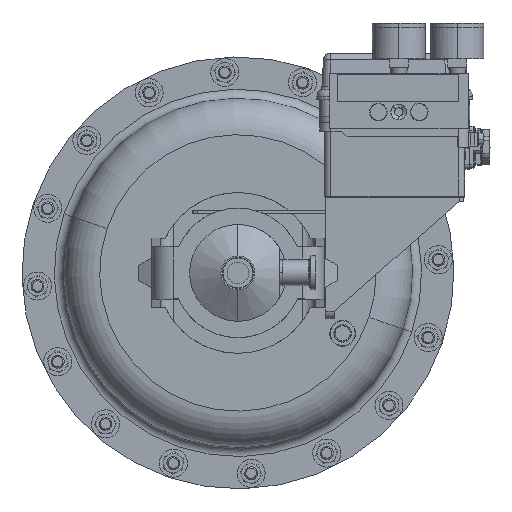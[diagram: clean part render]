
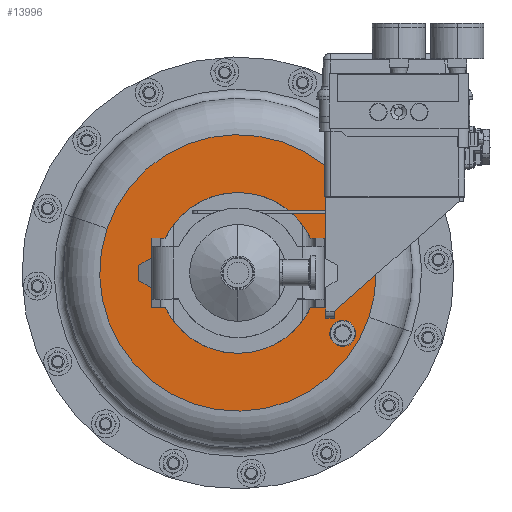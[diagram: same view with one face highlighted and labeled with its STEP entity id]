
A CAD part, front view. The second image highlights one B-rep face of the part: STEP entity #13996.
In plain terms, the highlighted planar face has unit normal (0, -1, 0).
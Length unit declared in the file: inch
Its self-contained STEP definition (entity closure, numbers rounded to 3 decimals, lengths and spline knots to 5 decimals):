
#149 = FACE_OUTER_BOUND ( 'NONE', #46440, .T. ) ;
#353 = AXIS2_PLACEMENT_3D ( 'NONE', #34273, #26693, #18089 ) ;
#1447 = DIRECTION ( 'NONE',  ( 0., 1., 0. ) ) ;
#2681 = EDGE_CURVE ( 'NONE', #24539, #15940, #29429, .T. ) ;
#3170 = DIRECTION ( 'NONE',  ( 0., 1., 0. ) ) ;
#4255 = ORIENTED_EDGE ( 'NONE', *, *, #2681, .T. ) ;
#7273 = EDGE_LOOP ( 'NONE', ( #27894, #4255 ) ) ;
#7922 = PLANE ( 'NONE',  #12915 ) ;
#8821 = ORIENTED_EDGE ( 'NONE', *, *, #41137, .F. ) ;
#9184 = CARTESIAN_POINT ( 'NONE',  ( 3.03109, 8.563, -1.75 ) ) ;
#9351 = DIRECTION ( 'NONE',  ( 0., -1., 0. ) ) ;
#9472 = VERTEX_POINT ( 'NONE', #31132 ) ;
#11835 = AXIS2_PLACEMENT_3D ( 'NONE', #11842, #51132, #15988 ) ;
#11842 = CARTESIAN_POINT ( 'NONE',  ( 3.03109, 8.563, -1.75 ) ) ;
#12337 = CIRCLE ( 'NONE', #21036, 2.325 ) ;
#12915 = AXIS2_PLACEMENT_3D ( 'NONE', #28082, #19993, #31721 ) ;
#13966 = ORIENTED_EDGE ( 'NONE', *, *, #29298, .F. ) ;
#13996 = ADVANCED_FACE ( 'NONE', ( #41526, #149, #18038 ), #7922, .T. ) ;
#14642 = CARTESIAN_POINT ( 'NONE',  ( 2.93778, 8.563, -1.38679 ) ) ;
#15395 = VERTEX_POINT ( 'NONE', #39889 ) ;
#15520 = AXIS2_PLACEMENT_3D ( 'NONE', #9184, #1447, #33146 ) ;
#15940 = VERTEX_POINT ( 'NONE', #47244 ) ;
#15988 = DIRECTION ( 'NONE',  ( 0.249, 0., -0.969 ) ) ;
#17352 = AXIS2_PLACEMENT_3D ( 'NONE', #28998, #9351, #37277 ) ;
#18038 = FACE_BOUND ( 'NONE', #7273, .T. ) ;
#18089 = DIRECTION ( 'NONE',  ( 0.947, 0., -0.321 ) ) ;
#18293 = CARTESIAN_POINT ( 'NONE',  ( 0., 8.563, 2.325 ) ) ;
#19669 = DIRECTION ( 'NONE',  ( 0., 0., -1. ) ) ;
#19831 = CARTESIAN_POINT ( 'NONE',  ( 0., 8.563, 0. ) ) ;
#19993 = DIRECTION ( 'NONE',  ( 0., -1., 0. ) ) ;
#21036 = AXIS2_PLACEMENT_3D ( 'NONE', #19831, #40004, #19669 ) ;
#22451 = VERTEX_POINT ( 'NONE', #18293 ) ;
#22819 = DIRECTION ( 'NONE',  ( 0.947, 0., -0.321 ) ) ;
#24539 = VERTEX_POINT ( 'NONE', #14642 ) ;
#24772 = CIRCLE ( 'NONE', #37178, 4. ) ;
#26169 = VERTEX_POINT ( 'NONE', #47829 ) ;
#26693 = DIRECTION ( 'NONE',  ( 0., 1., 0. ) ) ;
#27894 = ORIENTED_EDGE ( 'NONE', *, *, #42662, .T. ) ;
#28082 = CARTESIAN_POINT ( 'NONE',  ( -1.28576, 8.563, -3.78772 ) ) ;
#28998 = CARTESIAN_POINT ( 'NONE',  ( 0., 8.563, 0. ) ) ;
#29298 = EDGE_CURVE ( 'NONE', #9472, #22451, #45123, .T. ) ;
#29429 = CIRCLE ( 'NONE', #15520, 0.375 ) ;
#30479 = EDGE_CURVE ( 'NONE', #22451, #9472, #12337, .T. ) ;
#30671 = CIRCLE ( 'NONE', #353, 4. ) ;
#31132 = CARTESIAN_POINT ( 'NONE',  ( 0., 8.563, -2.325 ) ) ;
#31721 = DIRECTION ( 'NONE',  ( -0.947, 0., 0.321 ) ) ;
#32464 = ORIENTED_EDGE ( 'NONE', *, *, #30479, .F. ) ;
#33146 = DIRECTION ( 'NONE',  ( 0.249, 0., -0.969 ) ) ;
#34273 = CARTESIAN_POINT ( 'NONE',  ( 0., 8.563, 0. ) ) ;
#34880 = CARTESIAN_POINT ( 'NONE',  ( 0., 8.563, 0. ) ) ;
#35943 = EDGE_CURVE ( 'NONE', #15395, #26169, #30671, .T. ) ;
#37178 = AXIS2_PLACEMENT_3D ( 'NONE', #34880, #3170, #22819 ) ;
#37277 = DIRECTION ( 'NONE',  ( 0., 0., -1. ) ) ;
#38292 = EDGE_LOOP ( 'NONE', ( #13966, #32464 ) ) ;
#39889 = CARTESIAN_POINT ( 'NONE',  ( 3.78772, 8.563, -1.28576 ) ) ;
#40004 = DIRECTION ( 'NONE',  ( 0., -1., 0. ) ) ;
#41137 = EDGE_CURVE ( 'NONE', #26169, #15395, #24772, .T. ) ;
#41526 = FACE_BOUND ( 'NONE', #38292, .T. ) ;
#42662 = EDGE_CURVE ( 'NONE', #15940, #24539, #50102, .T. ) ;
#45123 = CIRCLE ( 'NONE', #17352, 2.325 ) ;
#46440 = EDGE_LOOP ( 'NONE', ( #47923, #8821 ) ) ;
#47244 = CARTESIAN_POINT ( 'NONE',  ( 3.1244, 8.563, -2.11321 ) ) ;
#47829 = CARTESIAN_POINT ( 'NONE',  ( -3.78772, 8.563, 1.28576 ) ) ;
#47923 = ORIENTED_EDGE ( 'NONE', *, *, #35943, .F. ) ;
#50102 = CIRCLE ( 'NONE', #11835, 0.375 ) ;
#51132 = DIRECTION ( 'NONE',  ( 0., 1., 0. ) ) ;
